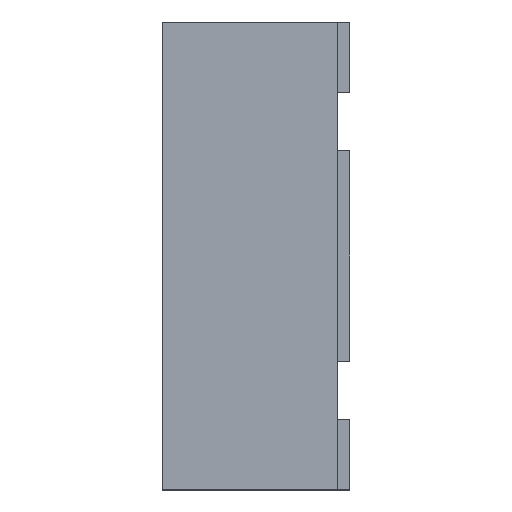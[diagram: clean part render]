
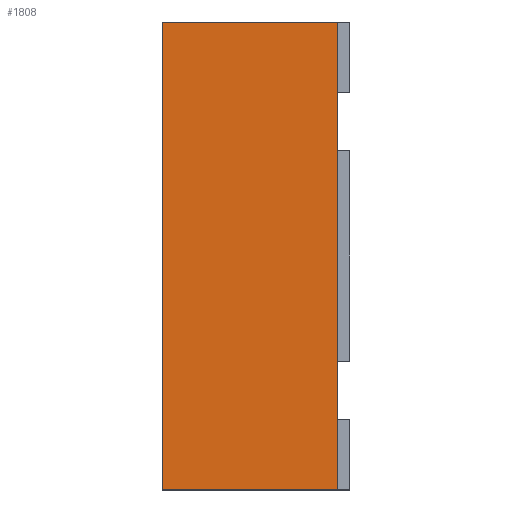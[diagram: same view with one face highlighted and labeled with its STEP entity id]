
A CAD part, left-side view. The second image highlights one B-rep face of the part: STEP entity #1808.
In plain terms, the highlighted planar face has unit normal (-1, 0, 0).
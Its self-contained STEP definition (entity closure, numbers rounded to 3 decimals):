
#14 = ORIENTED_EDGE ( 'NONE', *, *, #3030, .F. ) ;
#46 = EDGE_CURVE ( 'NONE', #318, #5327, #2511, .T. ) ;
#97 = ORIENTED_EDGE ( 'NONE', *, *, #5392, .T. ) ;
#318 = VERTEX_POINT ( 'NONE', #2336 ) ;
#438 = CARTESIAN_POINT ( 'NONE',  ( -1., 0.75, 1. ) ) ;
#632 = CARTESIAN_POINT ( 'NONE',  ( -1., 0., 1. ) ) ;
#1123 = VECTOR ( 'NONE', #3764, 1000. ) ;
#1369 = CARTESIAN_POINT ( 'NONE',  ( -1., 0., -1. ) ) ;
#1530 = AXIS2_PLACEMENT_3D ( 'NONE', #3133, #5160, #1924 ) ;
#1547 = VECTOR ( 'NONE', #2283, 1000. ) ;
#1685 = CARTESIAN_POINT ( 'NONE',  ( -1., 0., -1. ) ) ;
#1782 = EDGE_LOOP ( 'NONE', ( #97, #5367, #14, #1882 ) ) ;
#1808 = ADVANCED_FACE ( 'NONE', ( #2279 ), #3963, .F. ) ;
#1882 = ORIENTED_EDGE ( 'NONE', *, *, #3436, .T. ) ;
#1924 = DIRECTION ( 'NONE',  ( 0., 0., -1. ) ) ;
#2279 = FACE_OUTER_BOUND ( 'NONE', #1782, .T. ) ;
#2283 = DIRECTION ( 'NONE',  ( 0., 0., 1. ) ) ;
#2336 = CARTESIAN_POINT ( 'NONE',  ( -1., 0.75, 1. ) ) ;
#2458 = DIRECTION ( 'NONE',  ( 0., 0., 1. ) ) ;
#2511 = LINE ( 'NONE', #438, #1123 ) ;
#2826 = LINE ( 'NONE', #4816, #3851 ) ;
#3030 = EDGE_CURVE ( 'NONE', #3471, #318, #4360, .T. ) ;
#3133 = CARTESIAN_POINT ( 'NONE',  ( -1., 0.75, -1. ) ) ;
#3436 = EDGE_CURVE ( 'NONE', #3471, #4666, #2826, .T. ) ;
#3471 = VERTEX_POINT ( 'NONE', #4455 ) ;
#3764 = DIRECTION ( 'NONE',  ( 0., -1., 0. ) ) ;
#3765 = LINE ( 'NONE', #1685, #4753 ) ;
#3851 = VECTOR ( 'NONE', #5288, 1000. ) ;
#3963 = PLANE ( 'NONE',  #1530 ) ;
#4360 = LINE ( 'NONE', #4721, #1547 ) ;
#4455 = CARTESIAN_POINT ( 'NONE',  ( -1., 0.75, -1. ) ) ;
#4666 = VERTEX_POINT ( 'NONE', #1369 ) ;
#4721 = CARTESIAN_POINT ( 'NONE',  ( -1., 0.75, -1. ) ) ;
#4753 = VECTOR ( 'NONE', #2458, 1000. ) ;
#4816 = CARTESIAN_POINT ( 'NONE',  ( -1., 0.75, -1. ) ) ;
#5160 = DIRECTION ( 'NONE',  ( 1., 0., 0. ) ) ;
#5288 = DIRECTION ( 'NONE',  ( 0., -1., 0. ) ) ;
#5327 = VERTEX_POINT ( 'NONE', #632 ) ;
#5367 = ORIENTED_EDGE ( 'NONE', *, *, #46, .F. ) ;
#5392 = EDGE_CURVE ( 'NONE', #4666, #5327, #3765, .T. ) ;
